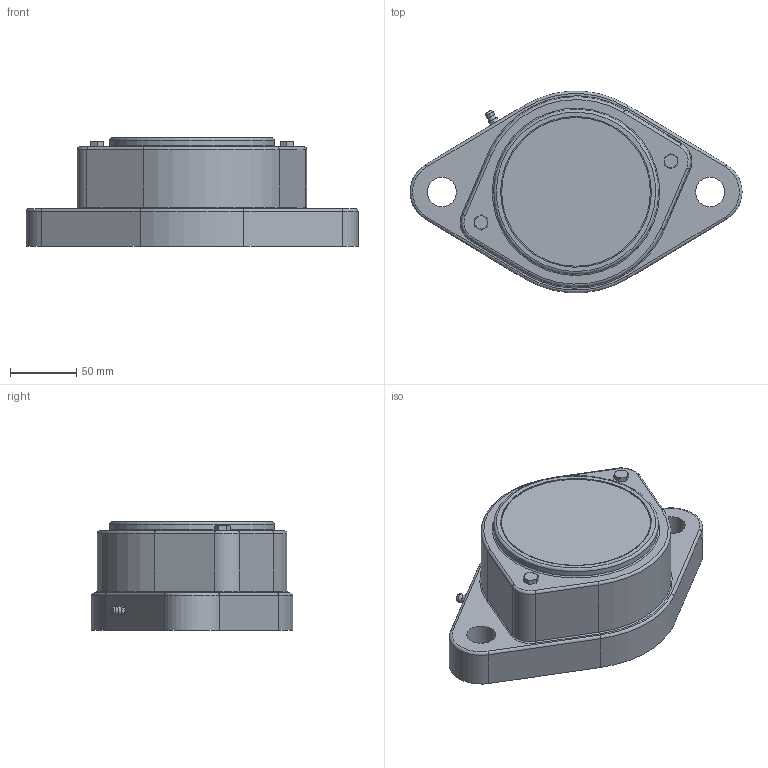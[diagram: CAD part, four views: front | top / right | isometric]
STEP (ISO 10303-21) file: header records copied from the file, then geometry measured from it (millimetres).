
FILE_DESCRIPTION(/* description */ (''),/* implementation_level */ '2;1');
FILE_NAME(/* name */ 'NG60F20.stp',/* time_stamp */ '2015-10-30T13:00:41+01:00',/* author */ ('fje'),/* organization */ (''),/* preprocessor_version */ 'ST-DEVELOPER v15.2',/* originating_system */ 'Autodesk Inventor 2014',/* authorisation */ '');
FILE_SCHEMA (('AUTOMOTIVE_DESIGN { 1 0 10303 214 3 1 1 }'));
Length unit declared in the file: millimetre
Products named in the file (1): Part90
Bounding box: 250 x 151.55 x 82 mm (x, y, z)
Volume: 1203773.9 mm3; surface area: 171593.5 mm2
Topology: 1 solids, 12 shells, 274 faces, 620 edges, 383 vertices
Faces by surface type: plane 105, cylinder 79, cone 55, torus 34, sphere 1
Full cylindrical faces by diameter (mm): 3 x1, 4.917 x2, 5.459 x2, 6 x5, 6.5 x2, 6.647 x2, 8 x3, 8.7 x2, 9 x2, 22 x2, 60 x2, 69 x1, 70 x2, 72 x1, 74 x1, 75 x1, 75.5 x1, 83.5 x1, 97 x1, 98 x1, 108 x3, 112 x1, 113.5 x1, 124 x1, 133 x2, 135.8 x2
Entity records: 7389 total; most frequent: CARTESIAN_POINT 1482, DIRECTION 1224, ORIENTED_EDGE 994, AXIS2_PLACEMENT_3D 538, EDGE_CURVE 495, EDGE_LOOP 407, VERTEX_POINT 348, STYLED_ITEM 274
